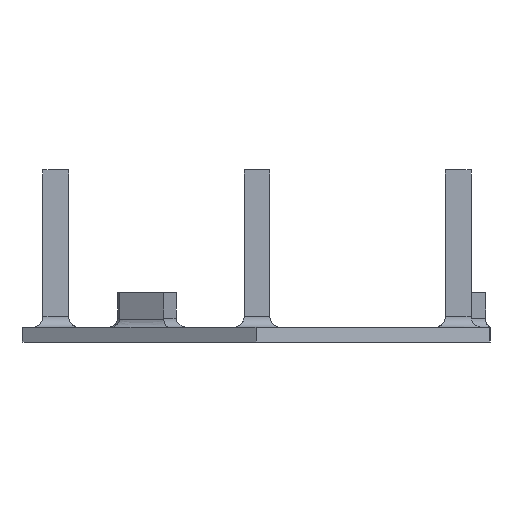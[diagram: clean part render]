
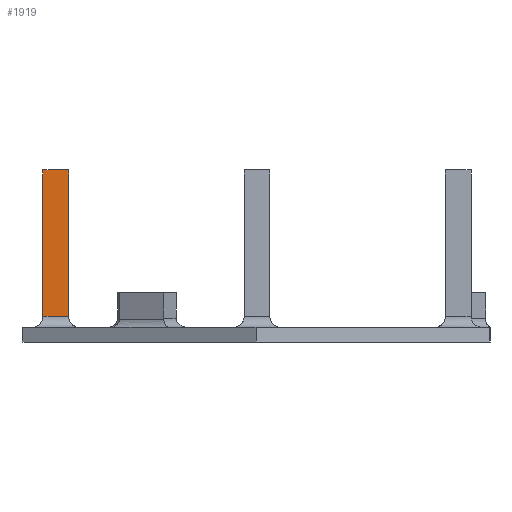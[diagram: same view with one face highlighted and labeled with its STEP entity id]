
A CAD part, front view. The second image highlights one B-rep face of the part: STEP entity #1919.
In plain terms, the highlighted planar face has unit normal (0, -1, 0).
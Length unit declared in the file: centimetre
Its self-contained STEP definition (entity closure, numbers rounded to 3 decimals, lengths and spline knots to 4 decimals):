
#83=PLANE('',#2058);
#161=FACE_OUTER_BOUND('',#280,.T.);
#280=EDGE_LOOP('',(#1359,#1360,#1361,#1362));
#420=LINE('',#2880,#620);
#427=LINE('',#2901,#627);
#430=LINE('',#2907,#630);
#431=LINE('',#2908,#631);
#620=VECTOR('',#2295,1.);
#627=VECTOR('',#2318,1.);
#630=VECTOR('',#2323,1.);
#631=VECTOR('',#2324,1.);
#858=VERTEX_POINT('',#2877);
#859=VERTEX_POINT('',#2879);
#865=VERTEX_POINT('',#2900);
#867=VERTEX_POINT('',#2906);
#1046=EDGE_CURVE('',#858,#859,#420,.T.);
#1057=EDGE_CURVE('',#859,#865,#427,.T.);
#1060=EDGE_CURVE('',#858,#867,#430,.T.);
#1061=EDGE_CURVE('',#865,#867,#431,.T.);
#1359=ORIENTED_EDGE('',*,*,#1046,.F.);
#1360=ORIENTED_EDGE('',*,*,#1060,.T.);
#1361=ORIENTED_EDGE('',*,*,#1061,.F.);
#1362=ORIENTED_EDGE('',*,*,#1057,.F.);
#1919=ADVANCED_FACE('',(#161),#83,.T.);
#2058=AXIS2_PLACEMENT_3D('',#2905,#2321,#2322);
#2295=DIRECTION('',(-1.,0.,0.));
#2318=DIRECTION('',(0.,0.,1.));
#2321=DIRECTION('center_axis',(0.,-1.,0.));
#2322=DIRECTION('ref_axis',(1.,0.,0.));
#2323=DIRECTION('',(0.,0.,1.));
#2324=DIRECTION('',(1.,0.,0.));
#2877=CARTESIAN_POINT('',(-11.5161,-3.6,0.7));
#2879=CARTESIAN_POINT('',(-12.2161,-3.6,0.7));
#2880=CARTESIAN_POINT('',(-9.3048,-3.6,0.7));
#2900=CARTESIAN_POINT('',(-12.2161,-3.6,4.7));
#2901=CARTESIAN_POINT('',(-12.2161,-3.6,0.4));
#2905=CARTESIAN_POINT('Origin',(-12.2161,-3.6,0.4));
#2906=CARTESIAN_POINT('',(-11.5161,-3.6,4.7));
#2907=CARTESIAN_POINT('',(-11.5161,-3.6,0.4));
#2908=CARTESIAN_POINT('',(-11.5161,-3.6,4.7));
